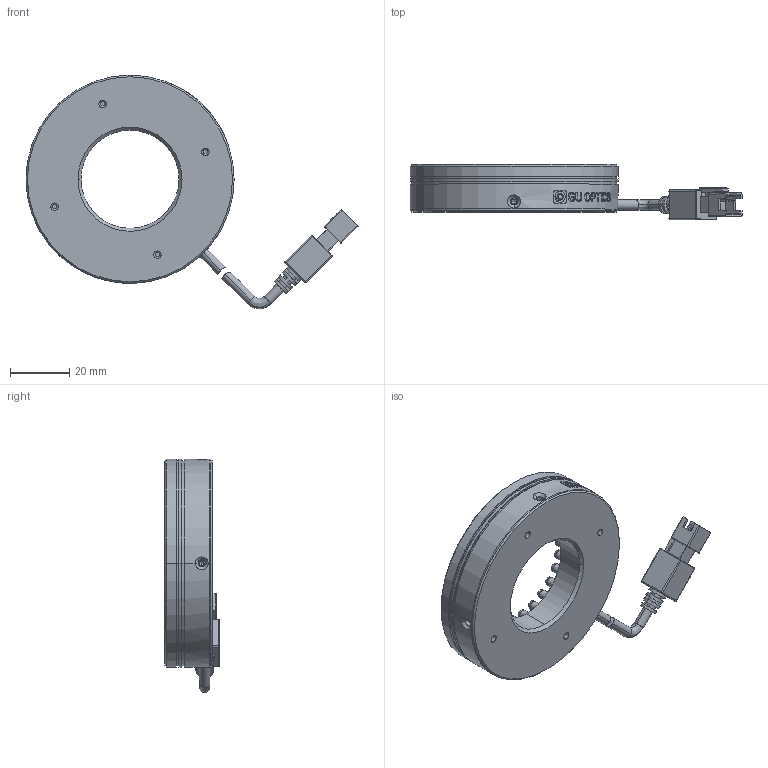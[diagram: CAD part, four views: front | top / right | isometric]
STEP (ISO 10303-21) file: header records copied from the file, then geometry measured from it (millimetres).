
FILE_DESCRIPTION (( 'STEP AP214' ), '1' );
FILE_NAME ('660002-G.STEP', '2019-03-21T07:44:31', ( 'user' ), ( '微软中国' ), 'SwSTEP 2.0', 'SolidWorks 2016', '' );
FILE_SCHEMA (( 'AUTOMOTIVE_DESIGN' ));
Length unit declared in the file: millimetre
Products named in the file (1): 660002-G
Bounding box: 111.72 x 18.5 x 78.56 mm (x, y, z)
Volume: 32107.1 mm3; surface area: 31402.5 mm2
Topology: 94 solids, 94 shells, 1870 faces, 4510 edges, 2934 vertices
Faces by surface type: plane 1211, cylinder 501, bspline 112, cone 46
Entity records: 77234 total; most frequent: CARTESIAN_POINT 12528, DIRECTION 8909, ORIENTED_EDGE 8624, EDGE_CURVE 4312, LINE 2995, VECTOR 2995, AXIS2_PLACEMENT_3D 2957, VERTEX_POINT 2934
